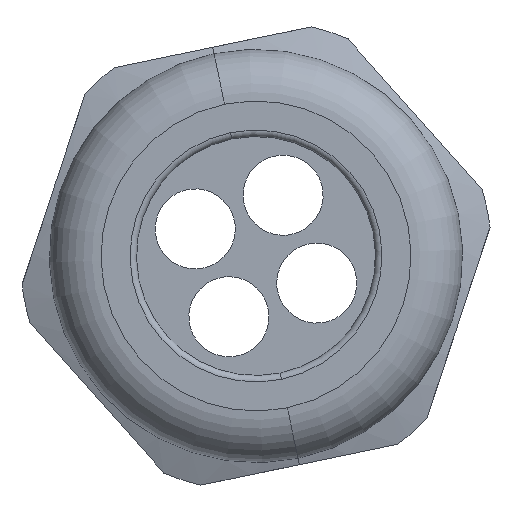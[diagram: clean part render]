
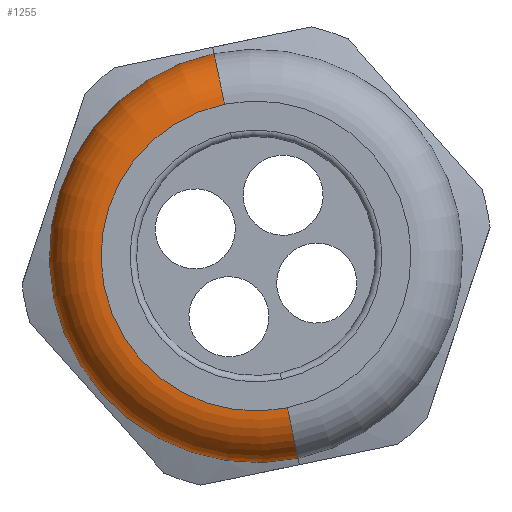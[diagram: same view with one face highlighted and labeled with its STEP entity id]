
A CAD part, left-side view. The second image highlights one B-rep face of the part: STEP entity #1255.
In plain terms, the highlighted toroidal (fillet/blend) face has major radius 12 mm and minor radius 4 mm.
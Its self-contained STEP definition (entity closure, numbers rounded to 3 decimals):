
#339 = AXIS2_PLACEMENT_3D ( 'NONE', #3353, #3992, #3021 ) ;
#450 = FACE_OUTER_BOUND ( 'NONE', #674, .T. ) ;
#634 = AXIS2_PLACEMENT_3D ( 'NONE', #2488, #3313, #2625 ) ;
#674 = EDGE_LOOP ( 'NONE', ( #1348, #2535, #2898, #2128 ) ) ;
#708 = CIRCLE ( 'NONE', #3155, 4. ) ;
#933 = DIRECTION ( 'NONE',  ( 1., 0., 0. ) ) ;
#1023 = DIRECTION ( 'NONE',  ( 0., 0., -1. ) ) ;
#1059 = DIRECTION ( 'NONE',  ( 0., -1., 0. ) ) ;
#1084 = CARTESIAN_POINT ( 'NONE',  ( -14., 0., -12. ) ) ;
#1202 = CARTESIAN_POINT ( 'NONE',  ( -18., 0., -12. ) ) ;
#1226 = VERTEX_POINT ( 'NONE', #1202 ) ;
#1255 = ADVANCED_FACE ( 'NONE', ( #450 ), #2092, .T. ) ;
#1348 = ORIENTED_EDGE ( 'NONE', *, *, #3208, .T. ) ;
#1491 = CARTESIAN_POINT ( 'NONE',  ( -18., 0., 0. ) ) ;
#1765 = CIRCLE ( 'NONE', #2358, 4. ) ;
#2012 = VERTEX_POINT ( 'NONE', #2094 ) ;
#2092 = TOROIDAL_SURFACE ( 'NONE', #339, 12., 4. ) ;
#2094 = CARTESIAN_POINT ( 'NONE',  ( -14., 0., 16. ) ) ;
#2099 = DIRECTION ( 'NONE',  ( 0., 1., 0. ) ) ;
#2128 = ORIENTED_EDGE ( 'NONE', *, *, #3027, .F. ) ;
#2155 = CARTESIAN_POINT ( 'NONE',  ( -14., 0., -16. ) ) ;
#2277 = AXIS2_PLACEMENT_3D ( 'NONE', #1491, #933, #2924 ) ;
#2358 = AXIS2_PLACEMENT_3D ( 'NONE', #1084, #1059, #1023 ) ;
#2441 = VERTEX_POINT ( 'NONE', #2513 ) ;
#2488 = CARTESIAN_POINT ( 'NONE',  ( -14., 0., 0. ) ) ;
#2513 = CARTESIAN_POINT ( 'NONE',  ( -18., 0., 12. ) ) ;
#2535 = ORIENTED_EDGE ( 'NONE', *, *, #2889, .T. ) ;
#2625 = DIRECTION ( 'NONE',  ( 0., 0., -1. ) ) ;
#2718 = EDGE_CURVE ( 'NONE', #3882, #2012, #2874, .T. ) ;
#2867 = CIRCLE ( 'NONE', #2277, 12. ) ;
#2874 = CIRCLE ( 'NONE', #634, 16. ) ;
#2889 = EDGE_CURVE ( 'NONE', #2441, #2012, #708, .T. ) ;
#2898 = ORIENTED_EDGE ( 'NONE', *, *, #2718, .F. ) ;
#2924 = DIRECTION ( 'NONE',  ( 0., 0., -1. ) ) ;
#2975 = DIRECTION ( 'NONE',  ( 0., 0., 1. ) ) ;
#3021 = DIRECTION ( 'NONE',  ( 0., 0., -1. ) ) ;
#3027 = EDGE_CURVE ( 'NONE', #1226, #3882, #1765, .T. ) ;
#3155 = AXIS2_PLACEMENT_3D ( 'NONE', #3737, #2099, #2975 ) ;
#3208 = EDGE_CURVE ( 'NONE', #1226, #2441, #2867, .T. ) ;
#3313 = DIRECTION ( 'NONE',  ( 1., 0., 0. ) ) ;
#3353 = CARTESIAN_POINT ( 'NONE',  ( -14., 0., 0. ) ) ;
#3737 = CARTESIAN_POINT ( 'NONE',  ( -14., 0., 12. ) ) ;
#3882 = VERTEX_POINT ( 'NONE', #2155 ) ;
#3992 = DIRECTION ( 'NONE',  ( 1., 0., 0. ) ) ;
